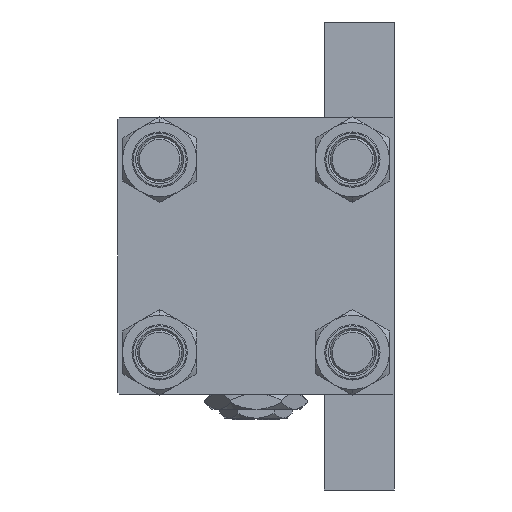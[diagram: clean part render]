
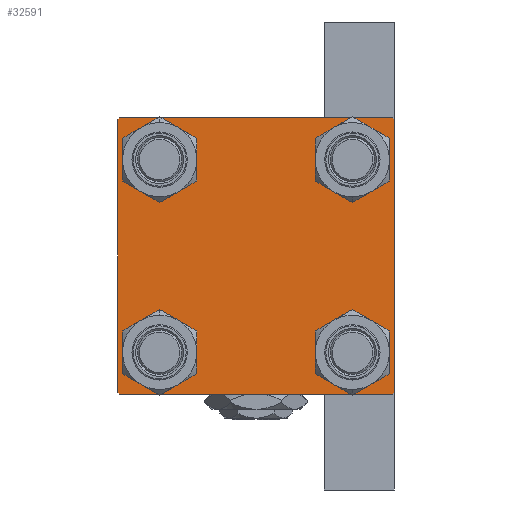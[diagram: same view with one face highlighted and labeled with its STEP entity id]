
A CAD part, left-side view. The second image highlights one B-rep face of the part: STEP entity #32591.
In plain terms, the highlighted planar face has unit normal (-1, 0, 0).
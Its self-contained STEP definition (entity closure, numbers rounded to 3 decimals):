
#24 = EDGE_CURVE ( 'NONE', #23958, #44747, #7801, .T. ) ;
#201 = CARTESIAN_POINT ( 'NONE',  ( 0., -26.15, 26.15 ) ) ;
#563 = AXIS2_PLACEMENT_3D ( 'NONE', #10058, #29663, #44993 ) ;
#714 = CARTESIAN_POINT ( 'NONE',  ( 0., 26.15, -26.15 ) ) ;
#894 = EDGE_CURVE ( 'NONE', #3847, #24216, #9455, .T. ) ;
#1381 = DIRECTION ( 'NONE',  ( 0., 0.707, 0.707 ) ) ;
#2521 = DIRECTION ( 'NONE',  ( 0., 0.707, -0.707 ) ) ;
#2673 = EDGE_LOOP ( 'NONE', ( #30295, #16150 ) ) ;
#2901 = AXIS2_PLACEMENT_3D ( 'NONE', #7751, #4465, #43438 ) ;
#3352 = LINE ( 'NONE', #18699, #26709 ) ;
#3847 = VERTEX_POINT ( 'NONE', #25968 ) ;
#4465 = DIRECTION ( 'NONE',  ( -1., 0., 0. ) ) ;
#4768 = CARTESIAN_POINT ( 'NONE',  ( 0., -26.15, 26.15 ) ) ;
#5225 = DIRECTION ( 'NONE',  ( 0., 0., -1. ) ) ;
#5244 = CIRCLE ( 'NONE', #10879, 6.5 ) ;
#5917 = CARTESIAN_POINT ( 'NONE',  ( 0., -37.25, 37.25 ) ) ;
#5958 = EDGE_LOOP ( 'NONE', ( #36389, #44554 ) ) ;
#6334 = CARTESIAN_POINT ( 'NONE',  ( 0., 37., -37.5 ) ) ;
#6459 = ORIENTED_EDGE ( 'NONE', *, *, #43965, .T. ) ;
#7364 = VERTEX_POINT ( 'NONE', #12677 ) ;
#7449 = ORIENTED_EDGE ( 'NONE', *, *, #16451, .T. ) ;
#7751 = CARTESIAN_POINT ( 'NONE',  ( 0., 0., 0. ) ) ;
#7801 = CIRCLE ( 'NONE', #32729, 6.5 ) ;
#7914 = EDGE_CURVE ( 'NONE', #38602, #39624, #48899, .T. ) ;
#8241 = FACE_BOUND ( 'NONE', #2673, .T. ) ;
#8511 = EDGE_CURVE ( 'NONE', #38354, #34287, #32799, .T. ) ;
#8530 = ORIENTED_EDGE ( 'NONE', *, *, #20298, .T. ) ;
#8687 = VERTEX_POINT ( 'NONE', #18448 ) ;
#9096 = VECTOR ( 'NONE', #46841, 1000. ) ;
#9391 = EDGE_CURVE ( 'NONE', #44747, #23958, #37751, .T. ) ;
#9455 = CIRCLE ( 'NONE', #36790, 6.5 ) ;
#9696 = DIRECTION ( 'NONE',  ( 0., 0., 1. ) ) ;
#9725 = CARTESIAN_POINT ( 'NONE',  ( 0., 37., 37.5 ) ) ;
#10058 = CARTESIAN_POINT ( 'NONE',  ( 0., -26.15, -26.15 ) ) ;
#10879 = AXIS2_PLACEMENT_3D ( 'NONE', #4768, #42501, #38727 ) ;
#12277 = DIRECTION ( 'NONE',  ( 0., 0., 1. ) ) ;
#12314 = AXIS2_PLACEMENT_3D ( 'NONE', #36680, #36436, #44967 ) ;
#12465 = CARTESIAN_POINT ( 'NONE',  ( 0., 37.5, -37.5 ) ) ;
#12677 = CARTESIAN_POINT ( 'NONE',  ( 0., -26.15, -19.65 ) ) ;
#13724 = CARTESIAN_POINT ( 'NONE',  ( 0., 26.15, 26.15 ) ) ;
#14189 = EDGE_CURVE ( 'NONE', #24216, #3847, #41081, .T. ) ;
#15030 = ORIENTED_EDGE ( 'NONE', *, *, #19527, .T. ) ;
#15054 = FACE_BOUND ( 'NONE', #15317, .T. ) ;
#15203 = VECTOR ( 'NONE', #29029, 1000. ) ;
#15208 = VECTOR ( 'NONE', #19769, 1000. ) ;
#15317 = EDGE_LOOP ( 'NONE', ( #48108, #8530 ) ) ;
#16041 = DIRECTION ( 'NONE',  ( 0., -1., 0. ) ) ;
#16130 = CARTESIAN_POINT ( 'NONE',  ( 0., -37.5, -37. ) ) ;
#16150 = ORIENTED_EDGE ( 'NONE', *, *, #14189, .T. ) ;
#16170 = CARTESIAN_POINT ( 'NONE',  ( 0., -37.5, 37.5 ) ) ;
#16451 = EDGE_CURVE ( 'NONE', #31589, #22036, #36474, .T. ) ;
#16563 = CARTESIAN_POINT ( 'NONE',  ( 0., 26.15, 26.15 ) ) ;
#17102 = VERTEX_POINT ( 'NONE', #29882 ) ;
#17983 = EDGE_CURVE ( 'NONE', #17102, #7364, #27572, .T. ) ;
#18448 = CARTESIAN_POINT ( 'NONE',  ( 0., -37.5, 37. ) ) ;
#18699 = CARTESIAN_POINT ( 'NONE',  ( 0., -37.25, -37.25 ) ) ;
#19389 = ORIENTED_EDGE ( 'NONE', *, *, #8511, .T. ) ;
#19527 = EDGE_CURVE ( 'NONE', #48431, #36544, #3352, .T. ) ;
#19563 = CARTESIAN_POINT ( 'NONE',  ( 0., 26.15, -26.15 ) ) ;
#19569 = FACE_BOUND ( 'NONE', #5958, .T. ) ;
#19769 = DIRECTION ( 'NONE',  ( 0., -1., 0. ) ) ;
#19810 = DIRECTION ( 'NONE',  ( 1., 0., 0. ) ) ;
#20298 = EDGE_CURVE ( 'NONE', #39624, #38602, #5244, .T. ) ;
#20676 = VECTOR ( 'NONE', #16041, 1000. ) ;
#21666 = CARTESIAN_POINT ( 'NONE',  ( 0., -26.15, 19.65 ) ) ;
#21760 = EDGE_CURVE ( 'NONE', #8687, #36544, #32015, .T. ) ;
#22036 = VERTEX_POINT ( 'NONE', #46532 ) ;
#22449 = CARTESIAN_POINT ( 'NONE',  ( 0., -37., 37.5 ) ) ;
#22679 = ORIENTED_EDGE ( 'NONE', *, *, #35407, .T. ) ;
#23594 = PLANE ( 'NONE',  #2901 ) ;
#23825 = DIRECTION ( 'NONE',  ( 0., 0., 1. ) ) ;
#23958 = VERTEX_POINT ( 'NONE', #45242 ) ;
#24157 = EDGE_LOOP ( 'NONE', ( #22679, #47733 ) ) ;
#24206 = CARTESIAN_POINT ( 'NONE',  ( 0., -26.15, 32.65 ) ) ;
#24216 = VERTEX_POINT ( 'NONE', #47704 ) ;
#24340 = LINE ( 'NONE', #39680, #27885 ) ;
#25968 = CARTESIAN_POINT ( 'NONE',  ( 0., 26.15, 32.65 ) ) ;
#26709 = VECTOR ( 'NONE', #38060, 1000. ) ;
#26862 = DIRECTION ( 'NONE',  ( 0., 0., 1. ) ) ;
#26869 = FACE_BOUND ( 'NONE', #24157, .T. ) ;
#27391 = DIRECTION ( 'NONE',  ( 1., 0., 0. ) ) ;
#27572 = CIRCLE ( 'NONE', #12314, 6.5 ) ;
#27885 = VECTOR ( 'NONE', #5225, 1000. ) ;
#28215 = EDGE_CURVE ( 'NONE', #8687, #49293, #28291, .T. ) ;
#28291 = LINE ( 'NONE', #5917, #35698 ) ;
#29029 = DIRECTION ( 'NONE',  ( 0., -0.707, -0.707 ) ) ;
#29663 = DIRECTION ( 'NONE',  ( 1., 0., 0. ) ) ;
#29882 = CARTESIAN_POINT ( 'NONE',  ( 0., -26.15, -32.65 ) ) ;
#30295 = ORIENTED_EDGE ( 'NONE', *, *, #894, .T. ) ;
#31589 = VERTEX_POINT ( 'NONE', #9725 ) ;
#31832 = LINE ( 'NONE', #12465, #15208 ) ;
#31871 = ORIENTED_EDGE ( 'NONE', *, *, #21760, .F. ) ;
#32015 = LINE ( 'NONE', #16170, #9096 ) ;
#32332 = VECTOR ( 'NONE', #2521, 1000. ) ;
#32591 = ADVANCED_FACE ( 'NONE', ( #15054, #26869, #19569, #8241, #42213 ), #23594, .T. ) ;
#32729 = AXIS2_PLACEMENT_3D ( 'NONE', #714, #46721, #12277 ) ;
#32799 = LINE ( 'NONE', #48116, #15203 ) ;
#34287 = VERTEX_POINT ( 'NONE', #6334 ) ;
#34901 = DIRECTION ( 'NONE',  ( 1., 0., 0. ) ) ;
#35407 = EDGE_CURVE ( 'NONE', #7364, #17102, #43932, .T. ) ;
#35629 = EDGE_CURVE ( 'NONE', #22036, #38354, #24340, .T. ) ;
#35654 = EDGE_CURVE ( 'NONE', #31589, #49293, #35911, .T. ) ;
#35698 = VECTOR ( 'NONE', #1381, 1000. ) ;
#35911 = LINE ( 'NONE', #36158, #20676 ) ;
#36158 = CARTESIAN_POINT ( 'NONE',  ( 0., 37.5, 37.5 ) ) ;
#36280 = AXIS2_PLACEMENT_3D ( 'NONE', #16563, #27391, #39207 ) ;
#36389 = ORIENTED_EDGE ( 'NONE', *, *, #9391, .T. ) ;
#36436 = DIRECTION ( 'NONE',  ( 1., 0., 0. ) ) ;
#36474 = LINE ( 'NONE', #40992, #32332 ) ;
#36544 = VERTEX_POINT ( 'NONE', #16130 ) ;
#36680 = CARTESIAN_POINT ( 'NONE',  ( 0., -26.15, -26.15 ) ) ;
#36790 = AXIS2_PLACEMENT_3D ( 'NONE', #13724, #44403, #9696 ) ;
#37751 = CIRCLE ( 'NONE', #40947, 6.5 ) ;
#38060 = DIRECTION ( 'NONE',  ( 0., -0.707, 0.707 ) ) ;
#38354 = VERTEX_POINT ( 'NONE', #45351 ) ;
#38602 = VERTEX_POINT ( 'NONE', #24206 ) ;
#38727 = DIRECTION ( 'NONE',  ( 0., 0., 1. ) ) ;
#39207 = DIRECTION ( 'NONE',  ( 0., 0., 1. ) ) ;
#39624 = VERTEX_POINT ( 'NONE', #21666 ) ;
#39680 = CARTESIAN_POINT ( 'NONE',  ( 0., 37.5, 37.5 ) ) ;
#40947 = AXIS2_PLACEMENT_3D ( 'NONE', #19563, #19810, #26862 ) ;
#40992 = CARTESIAN_POINT ( 'NONE',  ( 0., 37.25, 37.25 ) ) ;
#41081 = CIRCLE ( 'NONE', #36280, 6.5 ) ;
#42213 = FACE_OUTER_BOUND ( 'NONE', #43000, .T. ) ;
#42501 = DIRECTION ( 'NONE',  ( 1., 0., 0. ) ) ;
#42729 = CARTESIAN_POINT ( 'NONE',  ( 0., -37., -37.5 ) ) ;
#43000 = EDGE_LOOP ( 'NONE', ( #45043, #19389, #6459, #15030, #31871, #46472, #45784, #7449 ) ) ;
#43438 = DIRECTION ( 'NONE',  ( 0., 0., 1. ) ) ;
#43932 = CIRCLE ( 'NONE', #563, 6.5 ) ;
#43965 = EDGE_CURVE ( 'NONE', #34287, #48431, #31832, .T. ) ;
#44403 = DIRECTION ( 'NONE',  ( 1., 0., 0. ) ) ;
#44554 = ORIENTED_EDGE ( 'NONE', *, *, #24, .T. ) ;
#44747 = VERTEX_POINT ( 'NONE', #46756 ) ;
#44967 = DIRECTION ( 'NONE',  ( 0., 0., 1. ) ) ;
#44993 = DIRECTION ( 'NONE',  ( 0., 0., 1. ) ) ;
#45043 = ORIENTED_EDGE ( 'NONE', *, *, #35629, .T. ) ;
#45242 = CARTESIAN_POINT ( 'NONE',  ( 0., 26.15, -32.65 ) ) ;
#45351 = CARTESIAN_POINT ( 'NONE',  ( 0., 37.5, -37. ) ) ;
#45784 = ORIENTED_EDGE ( 'NONE', *, *, #35654, .F. ) ;
#46472 = ORIENTED_EDGE ( 'NONE', *, *, #28215, .T. ) ;
#46532 = CARTESIAN_POINT ( 'NONE',  ( 0., 37.5, 37. ) ) ;
#46721 = DIRECTION ( 'NONE',  ( 1., 0., 0. ) ) ;
#46756 = CARTESIAN_POINT ( 'NONE',  ( 0., 26.15, -19.65 ) ) ;
#46841 = DIRECTION ( 'NONE',  ( 0., 0., -1. ) ) ;
#47704 = CARTESIAN_POINT ( 'NONE',  ( 0., 26.15, 19.65 ) ) ;
#47733 = ORIENTED_EDGE ( 'NONE', *, *, #17983, .T. ) ;
#48103 = AXIS2_PLACEMENT_3D ( 'NONE', #201, #34901, #23825 ) ;
#48108 = ORIENTED_EDGE ( 'NONE', *, *, #7914, .T. ) ;
#48116 = CARTESIAN_POINT ( 'NONE',  ( 0., 37.25, -37.25 ) ) ;
#48431 = VERTEX_POINT ( 'NONE', #42729 ) ;
#48899 = CIRCLE ( 'NONE', #48103, 6.5 ) ;
#49293 = VERTEX_POINT ( 'NONE', #22449 ) ;
